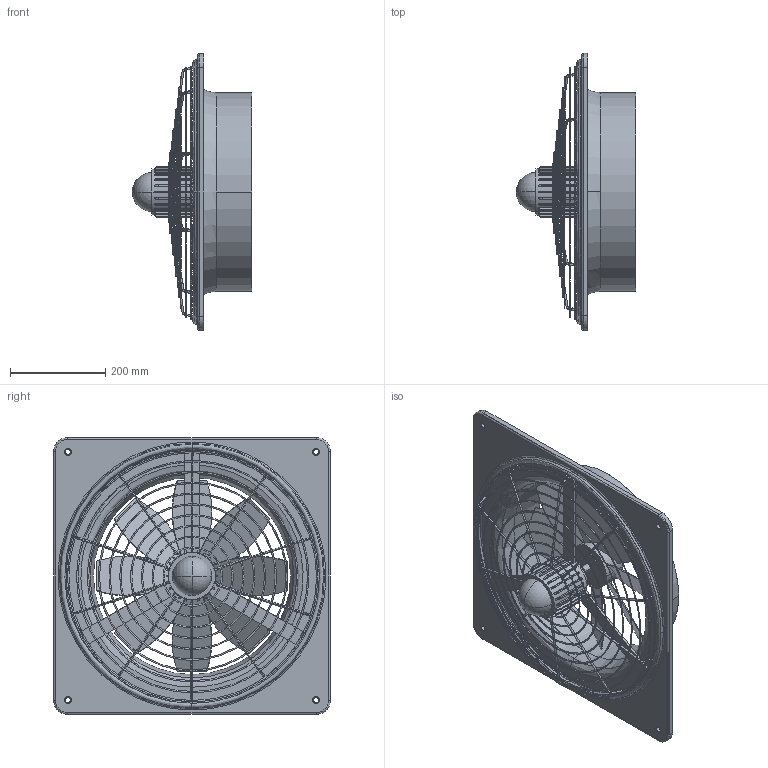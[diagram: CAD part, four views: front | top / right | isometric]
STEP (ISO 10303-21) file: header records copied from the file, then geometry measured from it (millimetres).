
FILE_DESCRIPTION (( 'STEP AP214' ), '1' );
FILE_NAME ('0083-0125.STEP', '2015-02-06T12:45:42', ( '' ), ( '' ), 'SwSTEP 2.0', 'SolidWorks 2013', '' );
FILE_SCHEMA (( 'AUTOMOTIVE_DESIGN' ));
Length unit declared in the file: millimetre
Products named in the file (1): 0083-0125
Bounding box: 250 x 580 x 580 mm (x, y, z)
Volume: 2512330.7 mm3; surface area: 1233017.3 mm2
Topology: 1 solids, 1 shells, 487 faces, 1512 edges, 955 vertices
Faces by surface type: plane 147, cylinder 130, bspline 126, torus 48, cone 30, sphere 6
Entity records: 32547 total; most frequent: CARTESIAN_POINT 15044, ORIENTED_EDGE 3016, DIRECTION 2160, EDGE_CURVE 1508, VERTEX_POINT 955, AXIS2_PLACEMENT_3D 864, EDGE_LOOP 631, B_SPLINE_CURVE_WITH_KNOTS 520
